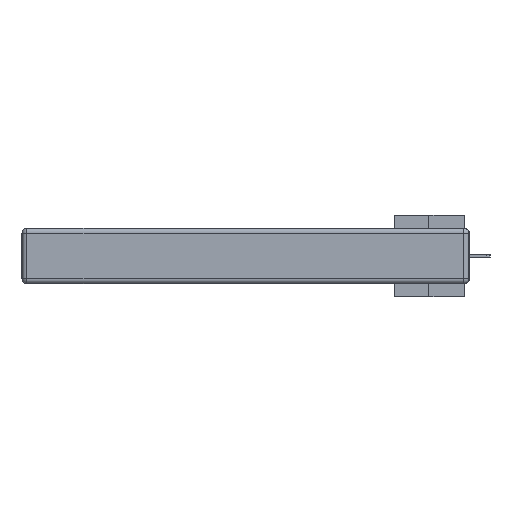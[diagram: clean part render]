
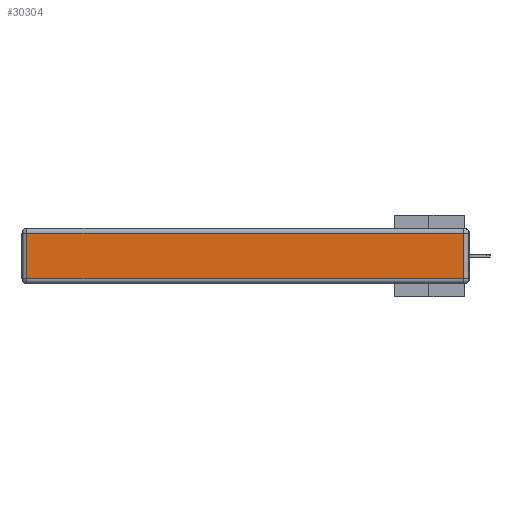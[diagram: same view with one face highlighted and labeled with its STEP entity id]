
A CAD part, left-side view. The second image highlights one B-rep face of the part: STEP entity #30304.
In plain terms, the highlighted planar face has unit normal (-1, 0, 0).
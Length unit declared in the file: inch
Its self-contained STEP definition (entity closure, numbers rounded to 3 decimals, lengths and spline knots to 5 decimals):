
#1828 = VECTOR ( 'NONE', #3131, 39.37008 ) ;
#3039 = CARTESIAN_POINT ( 'NONE',  ( 0., 0.03, -0.313 ) ) ;
#3131 = DIRECTION ( 'NONE',  ( 0., -1., 0. ) ) ;
#3727 = LINE ( 'NONE', #9276, #1828 ) ;
#3738 = VERTEX_POINT ( 'NONE', #19112 ) ;
#4120 = LINE ( 'NONE', #14073, #29206 ) ;
#6475 = EDGE_CURVE ( 'NONE', #10488, #30891, #3727, .T. ) ;
#9276 = CARTESIAN_POINT ( 'NONE',  ( 0., 0., -0.313 ) ) ;
#10488 = VERTEX_POINT ( 'NONE', #29129 ) ;
#11923 = EDGE_CURVE ( 'NONE', #30891, #14156, #23846, .T. ) ;
#14073 = CARTESIAN_POINT ( 'NONE',  ( 0., 2.75, -0.03 ) ) ;
#14146 = DIRECTION ( 'NONE',  ( -1., 0., 0. ) ) ;
#14156 = VERTEX_POINT ( 'NONE', #24466 ) ;
#14831 = LINE ( 'NONE', #27240, #24361 ) ;
#17753 = EDGE_CURVE ( 'NONE', #3738, #10488, #14831, .T. ) ;
#18031 = ORIENTED_EDGE ( 'NONE', *, *, #17753, .T. ) ;
#18807 = VECTOR ( 'NONE', #27096, 39.37008 ) ;
#19112 = CARTESIAN_POINT ( 'NONE',  ( 0., 2.72, -0.03 ) ) ;
#21069 = DIRECTION ( 'NONE',  ( 0., 0., 1. ) ) ;
#21142 = DIRECTION ( 'NONE',  ( 0., 0., -1. ) ) ;
#21695 = ORIENTED_EDGE ( 'NONE', *, *, #6475, .T. ) ;
#23846 = LINE ( 'NONE', #39768, #18807 ) ;
#24361 = VECTOR ( 'NONE', #21142, 39.37008 ) ;
#24466 = CARTESIAN_POINT ( 'NONE',  ( 0., 0.03, -0.03 ) ) ;
#24795 = EDGE_LOOP ( 'NONE', ( #21695, #32896, #27321, #18031 ) ) ;
#27096 = DIRECTION ( 'NONE',  ( 0., 0., 1. ) ) ;
#27240 = CARTESIAN_POINT ( 'NONE',  ( 0., 2.72, -0.343 ) ) ;
#27321 = ORIENTED_EDGE ( 'NONE', *, *, #37782, .T. ) ;
#28742 = DIRECTION ( 'NONE',  ( 0., 1., 0. ) ) ;
#29129 = CARTESIAN_POINT ( 'NONE',  ( 0., 2.72, -0.313 ) ) ;
#29206 = VECTOR ( 'NONE', #28742, 39.37008 ) ;
#30304 = ADVANCED_FACE ( 'NONE', ( #32477 ), #32674, .T. ) ;
#30891 = VERTEX_POINT ( 'NONE', #3039 ) ;
#32477 = FACE_OUTER_BOUND ( 'NONE', #24795, .T. ) ;
#32674 = PLANE ( 'NONE',  #37294 ) ;
#32896 = ORIENTED_EDGE ( 'NONE', *, *, #11923, .T. ) ;
#37294 = AXIS2_PLACEMENT_3D ( 'NONE', #38818, #14146, #21069 ) ;
#37782 = EDGE_CURVE ( 'NONE', #14156, #3738, #4120, .T. ) ;
#38818 = CARTESIAN_POINT ( 'NONE',  ( 0., 0., -0.343 ) ) ;
#39768 = CARTESIAN_POINT ( 'NONE',  ( 0., 0.03, -0.343 ) ) ;
